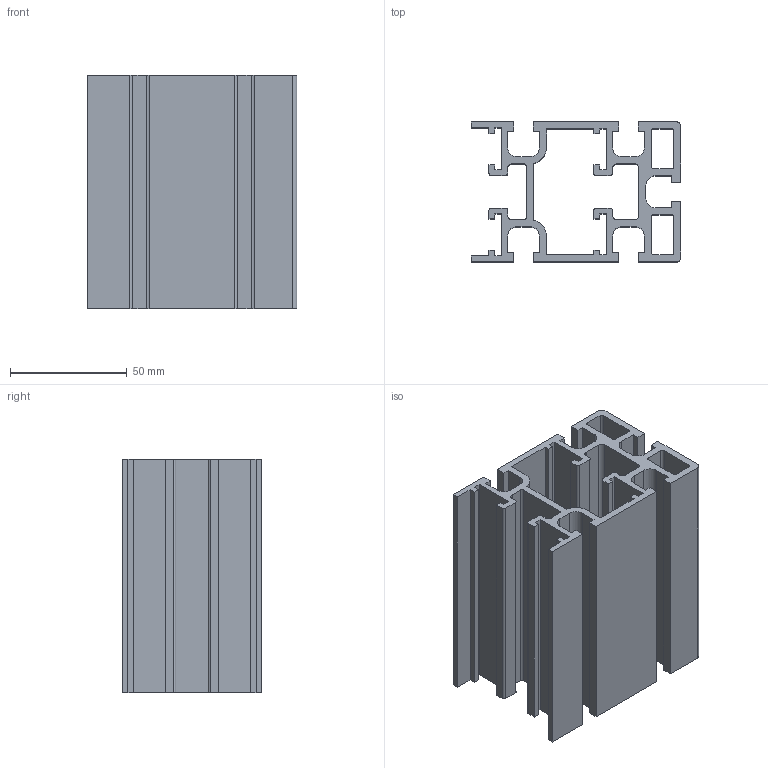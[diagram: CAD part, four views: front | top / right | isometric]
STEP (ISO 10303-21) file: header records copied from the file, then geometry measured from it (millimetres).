
FILE_DESCRIPTION(/* description */ (''),/* implementation_level */ '2;1');
FILE_NAME(/* name */ '106090_1.stp',/* time_stamp */ '2014-08-04T10:45:59+02:00',/* author */ ('jank'),/* organization */ (''),/* preprocessor_version */ 'ST-DEVELOPER v15.2',/* originating_system */ 'Autodesk Inventor 2014',/* authorisation */ '');
FILE_SCHEMA (('CONFIG_CONTROL_DESIGN'));
Length unit declared in the file: millimetre
Products named in the file (1): 106090
Bounding box: 90 x 60 x 100 mm (x, y, z)
Volume: 147862.8 mm3; surface area: 96823.1 mm2
Topology: 1 solids, 1 shells, 150 faces, 444 edges, 296 vertices
Faces by surface type: plane 112, cylinder 38
Entity records: 5024 total; most frequent: CARTESIAN_POINT 891, ORIENTED_EDGE 888, DIRECTION 822, EDGE_CURVE 444, LINE 368, VECTOR 368, VERTEX_POINT 296, AXIS2_PLACEMENT_3D 227
